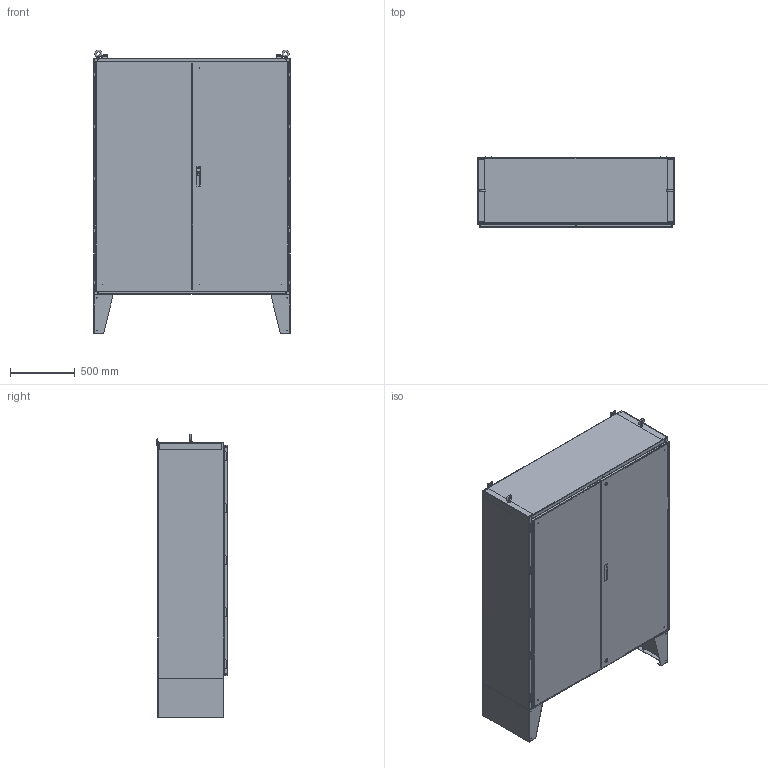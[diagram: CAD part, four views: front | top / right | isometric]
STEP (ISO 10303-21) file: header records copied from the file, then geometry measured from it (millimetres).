
FILE_DESCRIPTION( ( 'Unknown' ), '1' );
FILE_NAME( 'HDM726020.stp', 'Unknown', ( 'Unknown' ), ( 'Unknown' ), 'PSStep 16.0.42', 'Unknown', ' ' );
FILE_SCHEMA( ( 'AUTOMOTIVE_DESIGN { 1 0 10303 214 1 1 1 1 }' ) );
Length unit declared in the file: millimetre
Products named in the file (30): POIGNÉE EMKA ASSEMBLÉE DROITE; ADAPTEUR_TIGE; HD726020_12GA_12_MCX; HD7260xxFOND_12GA; HD72xx20COTE-G_12GA; HD72xx20COTE-D_12GA; HDXX6020H_12GA_123R; HDXX6020B_12GA_12; Penture HD Acier - DROITE_boitier; Penture HD Acier - GAUCHE_boitier; 0.375-16 x 0.750 AC_CKL 118-510-340; RENFORT20; OEILLET DE LEVAGE; PATTE R; AMF1220; HD7260_12GA_123R_EMKA3P_DROIT; HD7260_12GA_123R_EMKA3P; Penture HD Acier - DROITE_porte; M6 x 20mm AC_CD 275-081-189; TIGE EMKA-72_HAUT; TIGE EMKA-72_BAS; 0.250-20 x 0.750 AC_CD 201-008-799; Guide Tige EMKA M6x20; HD7260_12GA_123R_GAUCHE; HD7260_12GA_123R_BLANK; Penture HD Acier - GAUCHE_porte; HD-STRIP-72LG; Assem1; AHDP7260_12GA; ASBP-HD
Assembly tree (61 placements, depth 4):
  Assem1
    AHDP7260_12GA
    ASBP-HD  x2
    HD726020_12GA_12_MCX
      HD7260xxFOND_12GA
      HD72xx20COTE-G_12GA
      HD72xx20COTE-D_12GA
      HDXX6020H_12GA_123R
      HDXX6020B_12GA_12
      Penture HD Acier - DROITE_boitier  x5
      Penture HD Acier - GAUCHE_boitier  x5
      0.375-16 x 0.750 AC_CKL 118-510-340  x8
      RENFORT20  x2
      OEILLET DE LEVAGE  x2
      PATTE R  x2
      AMF1220  x2
    HD7260_12GA_123R_GAUCHE
      HD7260_12GA_123R_BLANK
      Penture HD Acier - GAUCHE_porte  x5
      HD-STRIP-72LG
      0.250-20 x 0.750 AC_CD 201-008-799
    HD7260_12GA_123R_EMKA3P_DROIT
      HD7260_12GA_123R_EMKA3P
      Penture HD Acier - DROITE_porte  x5
      M6 x 20mm AC_CD 275-081-189  x2
      TIGE EMKA-72_HAUT
      TIGE EMKA-72_BAS
      0.250-20 x 0.750 AC_CD 201-008-799
      Guide Tige EMKA M6x20  x2
      POIGNÉE EMKA ASSEMBLÉE DROITE
        ADAPTEUR_TIGE  x2
Bounding box: 1524 x 549.83 x 2195.77 mm (x, y, z)
Volume: 33879829.3 mm3; surface area: 25574691.3 mm2
Topology: 57 solids, 59 shells, 3836 faces, 9009 edges, 5777 vertices
Faces by surface type: plane 2394, cylinder 670, extrusion 448, bspline 216, cone 52, torus 36, sphere 20
Full cylindrical faces by diameter (mm): 0.346 x4, 0.508 x4, 0.794 x8, 3.023 x16, 3.162 x40, 3.175 x56, 4 x8, 4.496 x2, 4.775 x10, 4.877 x2, 5 x4, 5.105 x8, 5.5 x4, 5.994 x4, 6.2 x2, 6.35 x2, 6.807 x2, 7.137 x4, 7.798 x2, 8 x4, 8.4 x2, 8.966 x8, 9 x2, 9.525 x8, 11 x2, 11.582 x4, 12.7 x18, 14.275 x2, 15 x6, 15.875 x2
Entity records: 140032 total; most frequent: CARTESIAN_POINT 53996, ORIENTED_EDGE 13342, DIRECTION 9823, EDGE_CURVE 6671, VERTEX_POINT 4506, EDGE_LOOP 3813, B_SPLINE_CURVE_WITH_KNOTS 3485, VECTOR 3295
